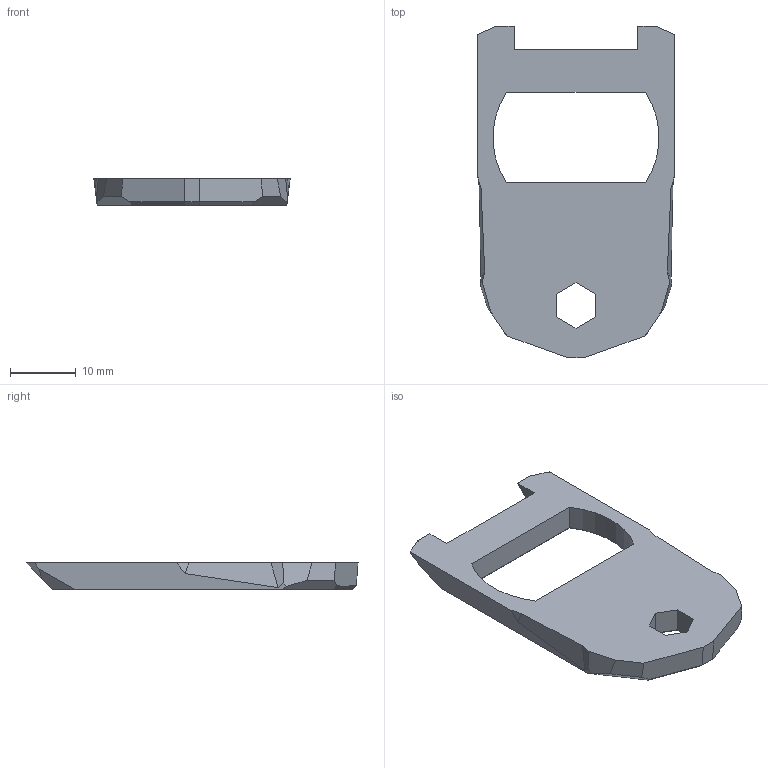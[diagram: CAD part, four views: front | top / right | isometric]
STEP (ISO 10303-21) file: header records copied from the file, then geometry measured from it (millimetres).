
FILE_DESCRIPTION(/* description */ (''),/* implementation_level */ '2;1');
FILE_NAME(/* name */ 'Z_Rear_Leadscrew_Bottom_x1.step',/* time_stamp */ '2025-12-31T11:15:08-05:00',/* author */ (''),/* organization */ (''),/* preprocessor_version */ 'ST-DEVELOPER v20.1',/* originating_system */ 'Autodesk Translation Framework v14.21.0.0',/* authorisation */ '');
FILE_SCHEMA (('AUTOMOTIVE_DESIGN { 1 0 10303 214 3 1 1 }'));
Length unit declared in the file: millimetre
Products named in the file (1): Z_Rear (1)
Bounding box: 29.81 x 50.37 x 4 mm (x, y, z)
Volume: 3670.4 mm3; surface area: 2769.7 mm2
Topology: 1 solids, 1 shells, 50 faces, 134 edges, 86 vertices
Faces by surface type: plane 46, cylinder 2, cone 2
Entity records: 1572 total; most frequent: CARTESIAN_POINT 283, ORIENTED_EDGE 268, DIRECTION 238, EDGE_CURVE 134, LINE 124, VECTOR 124, VERTEX_POINT 86, AXIS2_PLACEMENT_3D 57
